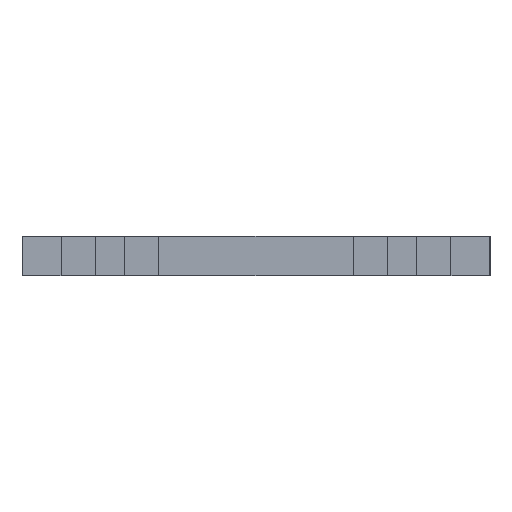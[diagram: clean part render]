
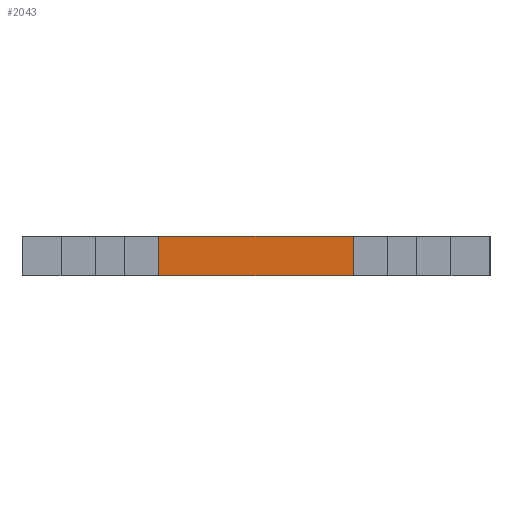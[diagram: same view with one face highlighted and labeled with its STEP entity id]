
A CAD part, left-side view. The second image highlights one B-rep face of the part: STEP entity #2043.
In plain terms, the highlighted planar face has unit normal (-1, 0, 0).
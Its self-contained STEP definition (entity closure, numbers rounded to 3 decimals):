
#101 = VECTOR ( 'NONE', #3806, 1000. ) ;
#447 = ORIENTED_EDGE ( 'NONE', *, *, #1086, .T. ) ;
#529 = FACE_OUTER_BOUND ( 'NONE', #2303, .T. ) ;
#879 = VERTEX_POINT ( 'NONE', #1409 ) ;
#897 = DIRECTION ( 'NONE',  ( 0., -1., 0. ) ) ;
#1086 = EDGE_CURVE ( 'NONE', #2841, #879, #2249, .T. ) ;
#1103 = EDGE_CURVE ( 'NONE', #1666, #4510, #4537, .T. ) ;
#1173 = CARTESIAN_POINT ( 'NONE',  ( 5.284, 17.329, 0. ) ) ;
#1325 = CARTESIAN_POINT ( 'NONE',  ( 5.284, 37.329, 0. ) ) ;
#1347 = CARTESIAN_POINT ( 'NONE',  ( 5.284, 0., -6. ) ) ;
#1409 = CARTESIAN_POINT ( 'NONE',  ( 5.284, 17.329, 4. ) ) ;
#1425 = AXIS2_PLACEMENT_3D ( 'NONE', #1347, #4470, #2160 ) ;
#1530 = CARTESIAN_POINT ( 'NONE',  ( 5.284, 0., 0. ) ) ;
#1635 = CARTESIAN_POINT ( 'NONE',  ( 5.284, 0., 4. ) ) ;
#1666 = VERTEX_POINT ( 'NONE', #1325 ) ;
#1958 = ORIENTED_EDGE ( 'NONE', *, *, #2765, .F. ) ;
#2043 = ADVANCED_FACE ( 'NONE', ( #529 ), #2110, .T. ) ;
#2070 = LINE ( 'NONE', #1635, #4418 ) ;
#2110 = PLANE ( 'NONE',  #1425 ) ;
#2160 = DIRECTION ( 'NONE',  ( 0., -1., 0. ) ) ;
#2223 = VECTOR ( 'NONE', #3040, 1000. ) ;
#2249 = LINE ( 'NONE', #3494, #101 ) ;
#2259 = ORIENTED_EDGE ( 'NONE', *, *, #1103, .F. ) ;
#2303 = EDGE_LOOP ( 'NONE', ( #3993, #447, #1958, #2259 ) ) ;
#2765 = EDGE_CURVE ( 'NONE', #4510, #879, #2070, .T. ) ;
#2841 = VERTEX_POINT ( 'NONE', #1173 ) ;
#3040 = DIRECTION ( 'NONE',  ( 0., 0., 1. ) ) ;
#3070 = CARTESIAN_POINT ( 'NONE',  ( 5.284, 37.329, 4. ) ) ;
#3087 = CARTESIAN_POINT ( 'NONE',  ( 5.284, 37.329, -6. ) ) ;
#3494 = CARTESIAN_POINT ( 'NONE',  ( 5.284, 17.329, -6. ) ) ;
#3806 = DIRECTION ( 'NONE',  ( 0., 0., 1. ) ) ;
#3993 = ORIENTED_EDGE ( 'NONE', *, *, #4019, .T. ) ;
#4019 = EDGE_CURVE ( 'NONE', #1666, #2841, #5018, .T. ) ;
#4418 = VECTOR ( 'NONE', #897, 1000. ) ;
#4470 = DIRECTION ( 'NONE',  ( -1., 0., 0. ) ) ;
#4510 = VERTEX_POINT ( 'NONE', #3070 ) ;
#4537 = LINE ( 'NONE', #3087, #2223 ) ;
#4640 = DIRECTION ( 'NONE',  ( 0., -1., 0. ) ) ;
#4799 = VECTOR ( 'NONE', #4640, 1000. ) ;
#5018 = LINE ( 'NONE', #1530, #4799 ) ;
